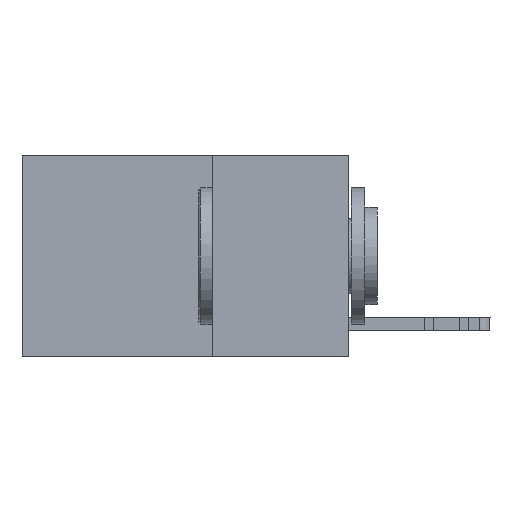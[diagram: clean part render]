
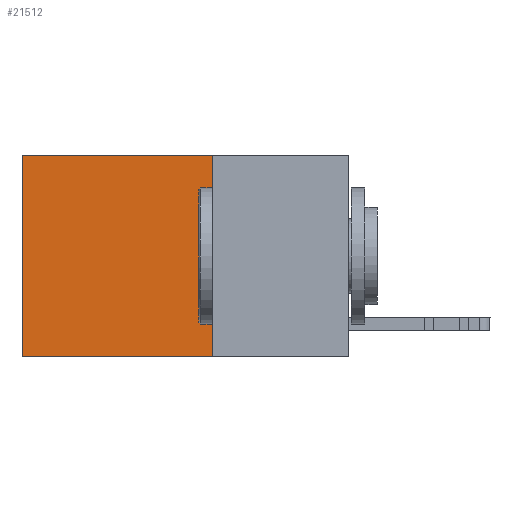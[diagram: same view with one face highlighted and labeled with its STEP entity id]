
A CAD part, left-side view. The second image highlights one B-rep face of the part: STEP entity #21512.
In plain terms, the highlighted planar face has unit normal (-1, 0, 0).
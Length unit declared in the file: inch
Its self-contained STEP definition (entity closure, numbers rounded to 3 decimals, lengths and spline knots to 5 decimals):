
#82 = LINE ( 'NONE', #4477, #16955 ) ;
#1458 = CARTESIAN_POINT ( 'NONE',  ( 0.2625, 0.6, 0. ) ) ;
#2605 = DIRECTION ( 'NONE',  ( 1., 0., 0. ) ) ;
#2683 = VERTEX_POINT ( 'NONE', #9586 ) ;
#2877 = EDGE_CURVE ( 'NONE', #26512, #2683, #12830, .T. ) ;
#3365 = VERTEX_POINT ( 'NONE', #5575 ) ;
#4023 = AXIS2_PLACEMENT_3D ( 'NONE', #16322, #2605, #18604 ) ;
#4065 = ORIENTED_EDGE ( 'NONE', *, *, #24020, .T. ) ;
#4477 = CARTESIAN_POINT ( 'NONE',  ( 0.2625, 0.25, -0.37 ) ) ;
#5281 = ORIENTED_EDGE ( 'NONE', *, *, #13195, .F. ) ;
#5575 = CARTESIAN_POINT ( 'NONE',  ( 0.2625, 0.25, -0.37 ) ) ;
#6747 = DIRECTION ( 'NONE',  ( 0., 1., 0. ) ) ;
#7463 = VERTEX_POINT ( 'NONE', #11896 ) ;
#8906 = LINE ( 'NONE', #17397, #20347 ) ;
#9586 = CARTESIAN_POINT ( 'NONE',  ( 0.2625, 0.6, 0. ) ) ;
#10362 = CARTESIAN_POINT ( 'NONE',  ( 0.2625, 0.25, 0. ) ) ;
#11896 = CARTESIAN_POINT ( 'NONE',  ( 0.2625, 0.6, -0.37 ) ) ;
#12830 = LINE ( 'NONE', #19383, #28102 ) ;
#13195 = EDGE_CURVE ( 'NONE', #26512, #3365, #8906, .T. ) ;
#14044 = PLANE ( 'NONE',  #4023 ) ;
#14613 = ORIENTED_EDGE ( 'NONE', *, *, #2877, .T. ) ;
#14729 = VECTOR ( 'NONE', #17481, 39.37008 ) ;
#16322 = CARTESIAN_POINT ( 'NONE',  ( 0.2625, 0.25, 0. ) ) ;
#16656 = EDGE_LOOP ( 'NONE', ( #4065, #17666, #5281, #14613 ) ) ;
#16955 = VECTOR ( 'NONE', #6747, 39.37008 ) ;
#16976 = FACE_OUTER_BOUND ( 'NONE', #16656, .T. ) ;
#17397 = CARTESIAN_POINT ( 'NONE',  ( 0.2625, 0.25, 0. ) ) ;
#17481 = DIRECTION ( 'NONE',  ( 0., 0., -1. ) ) ;
#17666 = ORIENTED_EDGE ( 'NONE', *, *, #22690, .F. ) ;
#18604 = DIRECTION ( 'NONE',  ( 0., 0., -1. ) ) ;
#19383 = CARTESIAN_POINT ( 'NONE',  ( 0.2625, 0.25, 0. ) ) ;
#19687 = DIRECTION ( 'NONE',  ( 0., 0., -1. ) ) ;
#20347 = VECTOR ( 'NONE', #19687, 39.37008 ) ;
#21512 = ADVANCED_FACE ( 'NONE', ( #16976 ), #14044, .F. ) ;
#21526 = LINE ( 'NONE', #1458, #14729 ) ;
#21708 = DIRECTION ( 'NONE',  ( 0., 1., 0. ) ) ;
#22690 = EDGE_CURVE ( 'NONE', #3365, #7463, #82, .T. ) ;
#24020 = EDGE_CURVE ( 'NONE', #2683, #7463, #21526, .T. ) ;
#26512 = VERTEX_POINT ( 'NONE', #10362 ) ;
#28102 = VECTOR ( 'NONE', #21708, 39.37008 ) ;
